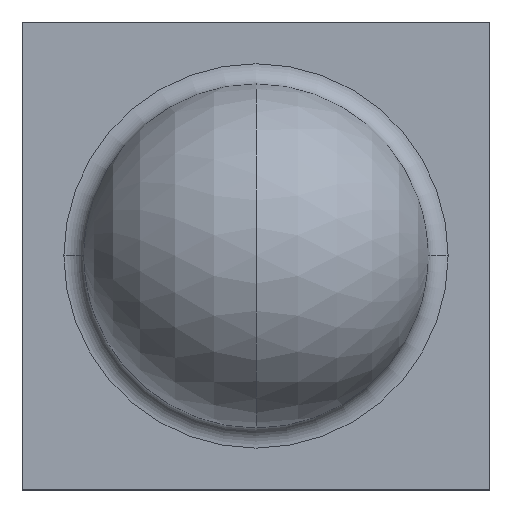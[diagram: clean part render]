
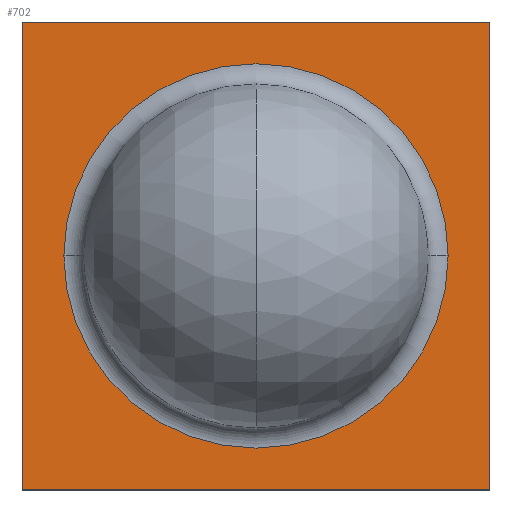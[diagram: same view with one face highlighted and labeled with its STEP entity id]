
A CAD part, top view. The second image highlights one B-rep face of the part: STEP entity #702.
In plain terms, the highlighted planar face has unit normal (0, 0, 1).
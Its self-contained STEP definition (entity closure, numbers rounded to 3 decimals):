
#41=CARTESIAN_POINT('',(0.,0.,0.));
#42=DIRECTION('',(0.,0.,1.));
#43=DIRECTION('',(-1.,0.,0.));
#44=AXIS2_PLACEMENT_3D('',#41,#42,#43);
#46=CARTESIAN_POINT('',(0.,0.,0.));
#47=DIRECTION('',(0.,0.,1.));
#48=DIRECTION('',(1.,0.,0.));
#49=AXIS2_PLACEMENT_3D('',#46,#47,#48);
#51=DIRECTION('',(1.,0.,0.));
#52=VECTOR('',#51,3.45);
#53=CARTESIAN_POINT('',(-1.725,-1.725,0.));
#54=LINE('',#53,#52);
#59=DIRECTION('',(0.,-1.,0.));
#60=VECTOR('',#59,3.45);
#61=CARTESIAN_POINT('',(-1.725,1.725,0.));
#62=LINE('',#61,#60);
#67=DIRECTION('',(-1.,0.,0.));
#68=VECTOR('',#67,3.45);
#69=CARTESIAN_POINT('',(1.725,1.725,0.));
#70=LINE('',#69,#68);
#75=DIRECTION('',(0.,1.,0.));
#76=VECTOR('',#75,3.45);
#77=CARTESIAN_POINT('',(1.725,-1.725,0.));
#78=LINE('',#77,#76);
#487=CARTESIAN_POINT('',(1.417,0.,0.));
#488=VERTEX_POINT('',#487);
#489=CARTESIAN_POINT('',(-1.417,0.,0.));
#490=VERTEX_POINT('',#489);
#491=CARTESIAN_POINT('',(-1.725,-1.725,0.));
#492=CARTESIAN_POINT('',(1.725,-1.725,0.));
#493=VERTEX_POINT('',#491);
#494=VERTEX_POINT('',#492);
#495=CARTESIAN_POINT('',(-1.725,1.725,0.));
#496=VERTEX_POINT('',#495);
#497=CARTESIAN_POINT('',(1.725,1.725,0.));
#498=VERTEX_POINT('',#497);
#683=CARTESIAN_POINT('',(1.75,-1.75,0.));
#684=DIRECTION('',(0.,0.,1.));
#685=DIRECTION('',(1.,0.,0.));
#686=AXIS2_PLACEMENT_3D('',#683,#684,#685);
#687=PLANE('',#686);
#689=ORIENTED_EDGE('',*,*,#688,.F.);
#691=ORIENTED_EDGE('',*,*,#690,.F.);
#693=ORIENTED_EDGE('',*,*,#692,.F.);
#695=ORIENTED_EDGE('',*,*,#694,.F.);
#696=EDGE_LOOP('',(#689,#691,#693,#695));
#697=FACE_OUTER_BOUND('',#696,.F.);
#698=ORIENTED_EDGE('',*,*,#662,.T.);
#699=ORIENTED_EDGE('',*,*,#675,.T.);
#700=EDGE_LOOP('',(#698,#699));
#701=FACE_BOUND('',#700,.F.);
#702=ADVANCED_FACE('',(#697,#701),#687,.T.);
#45=CIRCLE('',#44,1.417);
#50=CIRCLE('',#49,1.417);
#662=EDGE_CURVE('',#490,#488,#45,.T.);
#675=EDGE_CURVE('',#488,#490,#50,.T.);
#688=EDGE_CURVE('',#493,#494,#54,.T.);
#690=EDGE_CURVE('',#496,#493,#62,.T.);
#692=EDGE_CURVE('',#498,#496,#70,.T.);
#694=EDGE_CURVE('',#494,#498,#78,.T.);
